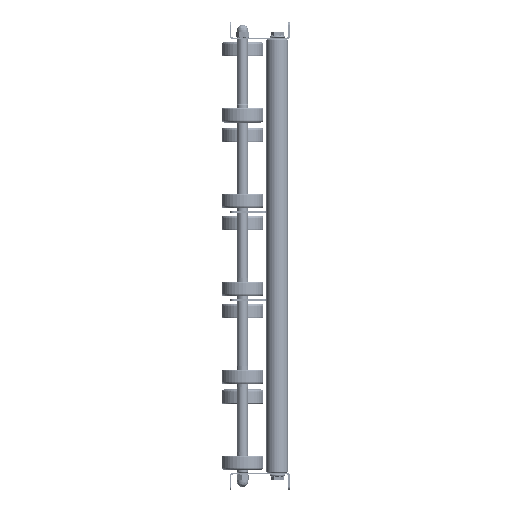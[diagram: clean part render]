
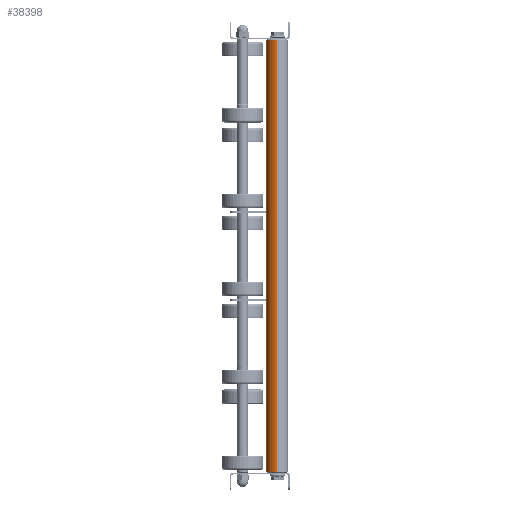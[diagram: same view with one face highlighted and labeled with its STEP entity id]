
A CAD part, left-side view. The second image highlights one B-rep face of the part: STEP entity #38398.
In plain terms, the highlighted cylindrical face has radius 12.5 mm (diameter 25 mm), a partial arc.
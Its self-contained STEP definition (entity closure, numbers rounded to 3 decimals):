
#658 = CARTESIAN_POINT ( 'NONE',  ( 1., 0., -12.5 ) ) ;
#985 = EDGE_CURVE ( 'NONE', #23779, #9932, #2790, .T. ) ;
#1268 = VERTEX_POINT ( 'NONE', #20712 ) ;
#2062 = LINE ( 'NONE', #20161, #27037 ) ;
#2384 = AXIS2_PLACEMENT_3D ( 'NONE', #26229, #38024, #19555 ) ;
#2790 = CIRCLE ( 'NONE', #10958, 12.5 ) ;
#3589 = EDGE_LOOP ( 'NONE', ( #19978, #9617, #26386, #4416 ) ) ;
#4416 = ORIENTED_EDGE ( 'NONE', *, *, #12062, .F. ) ;
#7984 = DIRECTION ( 'NONE',  ( -1., 0., 0. ) ) ;
#8191 = CARTESIAN_POINT ( 'NONE',  ( 1., 0., 0. ) ) ;
#9617 = ORIENTED_EDGE ( 'NONE', *, *, #29497, .T. ) ;
#9932 = VERTEX_POINT ( 'NONE', #34356 ) ;
#10958 = AXIS2_PLACEMENT_3D ( 'NONE', #8191, #38270, #14471 ) ;
#12062 = EDGE_CURVE ( 'NONE', #1268, #9932, #2062, .T. ) ;
#14471 = DIRECTION ( 'NONE',  ( 0., 0., -1. ) ) ;
#18265 = CARTESIAN_POINT ( 'NONE',  ( 500., 0., 0. ) ) ;
#19363 = LINE ( 'NONE', #36481, #27532 ) ;
#19555 = DIRECTION ( 'NONE',  ( 0., 0., -1. ) ) ;
#19978 = ORIENTED_EDGE ( 'NONE', *, *, #30851, .T. ) ;
#20161 = CARTESIAN_POINT ( 'NONE',  ( 500., 0., 12.5 ) ) ;
#20428 = DIRECTION ( 'NONE',  ( -1., 0., 0. ) ) ;
#20712 = CARTESIAN_POINT ( 'NONE',  ( 499., 0., 12.5 ) ) ;
#20825 = DIRECTION ( 'NONE',  ( 0., 0., 1. ) ) ;
#23779 = VERTEX_POINT ( 'NONE', #658 ) ;
#23980 = FACE_OUTER_BOUND ( 'NONE', #3589, .T. ) ;
#24388 = CIRCLE ( 'NONE', #2384, 12.5 ) ;
#26229 = CARTESIAN_POINT ( 'NONE',  ( 499., 0., 0. ) ) ;
#26386 = ORIENTED_EDGE ( 'NONE', *, *, #985, .T. ) ;
#26947 = CYLINDRICAL_SURFACE ( 'NONE', #28666, 12.5 ) ;
#27037 = VECTOR ( 'NONE', #7984, 1000. ) ;
#27532 = VECTOR ( 'NONE', #27662, 1000. ) ;
#27662 = DIRECTION ( 'NONE',  ( -1., 0., 0. ) ) ;
#28666 = AXIS2_PLACEMENT_3D ( 'NONE', #18265, #20428, #20825 ) ;
#29497 = EDGE_CURVE ( 'NONE', #33261, #23779, #19363, .T. ) ;
#30851 = EDGE_CURVE ( 'NONE', #1268, #33261, #24388, .T. ) ;
#31238 = CARTESIAN_POINT ( 'NONE',  ( 499., 0., -12.5 ) ) ;
#33261 = VERTEX_POINT ( 'NONE', #31238 ) ;
#34356 = CARTESIAN_POINT ( 'NONE',  ( 1., 0., 12.5 ) ) ;
#36481 = CARTESIAN_POINT ( 'NONE',  ( 500., 0., -12.5 ) ) ;
#38024 = DIRECTION ( 'NONE',  ( -1., 0., 0. ) ) ;
#38270 = DIRECTION ( 'NONE',  ( 1., 0., 0. ) ) ;
#38398 = ADVANCED_FACE ( 'NONE', ( #23980 ), #26947, .T. ) ;
